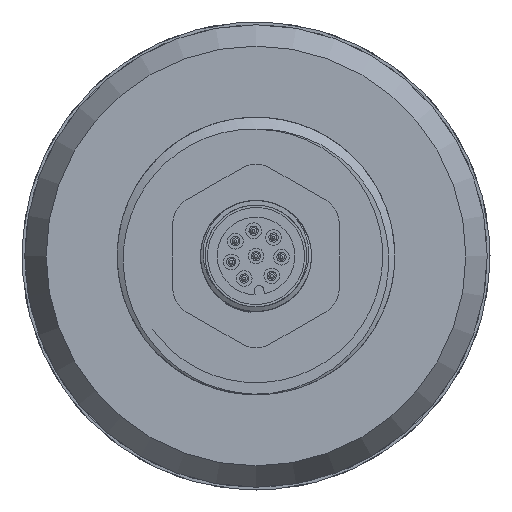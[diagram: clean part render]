
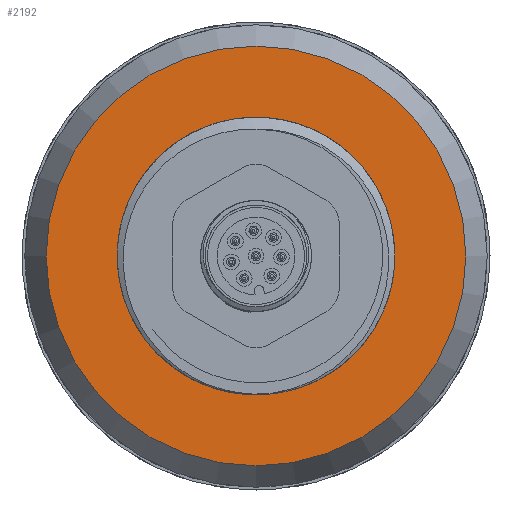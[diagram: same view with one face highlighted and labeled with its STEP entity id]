
A CAD part, front view. The second image highlights one B-rep face of the part: STEP entity #2192.
In plain terms, the highlighted planar face has unit normal (0, -1, 0).
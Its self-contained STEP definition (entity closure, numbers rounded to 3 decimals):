
#239=FACE_BOUND('',#460,.T.);
#276=PLANE('',#2537);
#322=FACE_OUTER_BOUND('',#459,.T.);
#459=EDGE_LOOP('',(#1509));
#460=EDGE_LOOP('',(#1510));
#865=CIRCLE('',#2536,22.691);
#866=CIRCLE('',#2538,13.);
#969=VERTEX_POINT('',#3457);
#970=VERTEX_POINT('',#3461);
#1183=EDGE_CURVE('',#969,#969,#865,.T.);
#1184=EDGE_CURVE('',#970,#970,#866,.T.);
#1509=ORIENTED_EDGE('',*,*,#1183,.F.);
#1510=ORIENTED_EDGE('',*,*,#1184,.F.);
#2192=ADVANCED_FACE('',(#322,#239),#276,.T.);
#2536=AXIS2_PLACEMENT_3D('',#3459,#2829,#2830);
#2537=AXIS2_PLACEMENT_3D('',#3460,#2831,#2832);
#2538=AXIS2_PLACEMENT_3D('',#3462,#2833,#2834);
#2829=DIRECTION('center_axis',(0.,1.,0.));
#2830=DIRECTION('ref_axis',(1.,0.,0.));
#2831=DIRECTION('center_axis',(0.,-1.,0.));
#2832=DIRECTION('ref_axis',(0.,0.,-1.));
#2833=DIRECTION('center_axis',(0.,-1.,0.));
#2834=DIRECTION('ref_axis',(1.,0.,0.));
#3457=CARTESIAN_POINT('',(-22.691,-2.5,0.));
#3459=CARTESIAN_POINT('Origin',(0.,-2.5,0.));
#3460=CARTESIAN_POINT('Origin',(-25.,-2.5,0.));
#3461=CARTESIAN_POINT('',(13.,-2.5,0.));
#3462=CARTESIAN_POINT('Origin',(0.,-2.5,0.));
